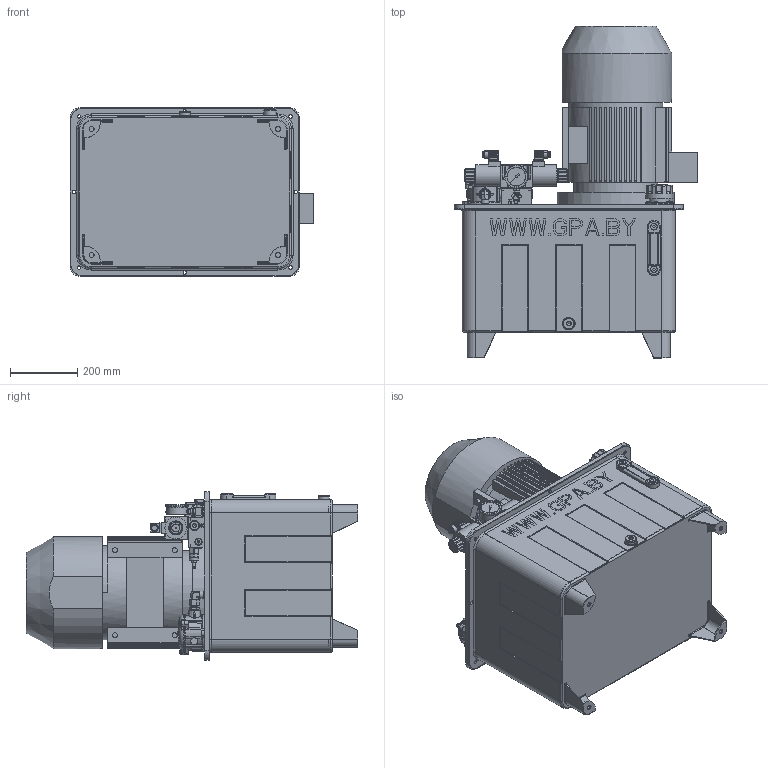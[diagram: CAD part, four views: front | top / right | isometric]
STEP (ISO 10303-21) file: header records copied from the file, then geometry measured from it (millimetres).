
FILE_DESCRIPTION(('STEP AP214'), '1');
FILE_NAME('ÓÃ30.01.005 Óñòàíîâêà ãèäðàâëè÷åñêàÿ', '2021-02-09T09:50:00', (' '), (''), 'ASCON STEP Converter 1.3', 'ASCON Math Kernel', '');
FILE_SCHEMA(('AUTOMOTIVE_DESIGN { 1 0 10303 214 3 1 1}'));
Length unit declared in the file: millimetre
Products named in the file (1): 蚚30.01.005
Bounding box: 727 x 990 x 504 mm (x, y, z)
Volume: 1097054.3 mm3; surface area: 4625771.4 mm2
Topology: 7 solids, 27 shells, 2832 faces, 7439 edges, 4780 vertices
Faces by surface type: plane 1532, cylinder 737, cone 307, torus 134, bspline 111, sphere 11
Full cylindrical faces by diameter (mm): 2.6 x2, 4 x7, 5 x13, 5.5 x8, 6 x4, 6.3 x2, 6.5 x4, 7.343 x1, 7.5 x1, 8 x8, 8.3 x6, 8.5 x4, 9 x6, 9.5 x1, 10 x7, 10.5 x21, 11 x6, 11.5 x1, 11.8 x3, 12 x12, 13.2 x1, 13.9 x2, 14 x1, 15 x11, 15.7 x5, 16 x8, 16.5 x5, 16.6 x1, 16.8 x1, 17 x4
Entity records: 154460 total; most frequent: CARTESIAN_POINT 67287, ORIENTED_EDGE 13622, DIRECTION 12038, EDGE_CURVE 6893, VERTEX_POINT 4691, AXIS2_PLACEMENT_3D 4351, EDGE_LOOP 3539, LINE 3336
